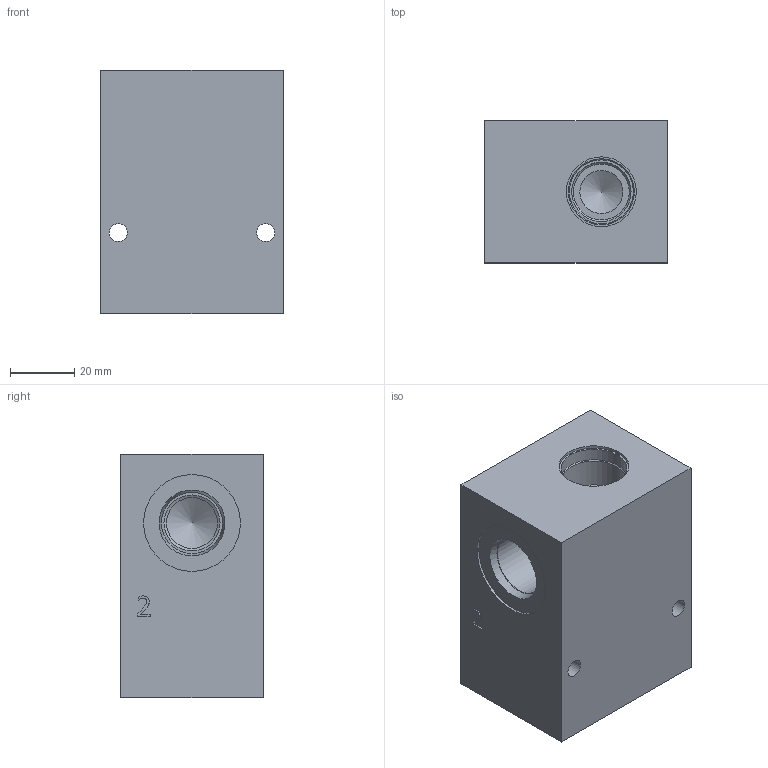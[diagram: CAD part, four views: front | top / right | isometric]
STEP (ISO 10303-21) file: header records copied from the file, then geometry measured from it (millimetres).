
FILE_DESCRIPTION(/* description */ (''),/* implementation_level */ '2;1');
FILE_NAME(/* name */ '_T10ACB8S.stp',/* time_stamp */ '2021-06-07T15:50:15-04:00',/* author */ ('anthonyv'),/* organization */ (''),/* preprocessor_version */ 'ST-DEVELOPER v18.1',/* originating_system */ 'Autodesk Inventor 2021',/* authorisation */ '');
FILE_SCHEMA (('AUTOMOTIVE_DESIGN { 1 0 10303 214 3 1 1 }'));
Length unit declared in the file: millimetre
Products named in the file (1): Part1
Bounding box: 57.15 x 44.45 x 76.2 mm (x, y, z)
Volume: 165602.4 mm3; surface area: 27687.6 mm2
Topology: 1 solids, 1 shells, 375 faces, 1025 edges, 688 vertices
Faces by surface type: plane 248, bspline 98, cylinder 18, cone 11
Full cylindrical faces by diameter (mm): 5.563 x2, 13.487 x1, 15.875 x2, 17.45 x1, 17.501 x2, 18.542 x1, 19.05 x2, 19.253 x2, 19.99 x1, 20.625 x1, 21.819 x1, 30.251 x2
Entity records: 12655 total; most frequent: CARTESIAN_POINT 3360, ORIENTED_EDGE 2044, DIRECTION 1451, EDGE_CURVE 1022, LINE 757, VECTOR 757, VERTEX_POINT 688, EDGE_LOOP 418
